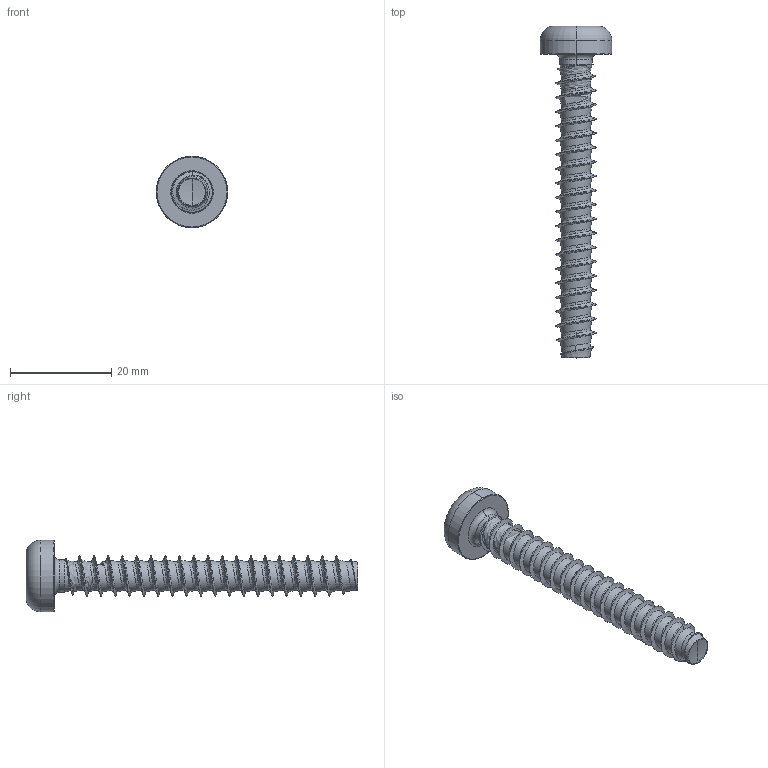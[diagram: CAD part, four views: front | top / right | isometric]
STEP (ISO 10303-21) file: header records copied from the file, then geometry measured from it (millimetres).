
FILE_DESCRIPTION (( 'STEP AP203' ), '1' );
FILE_NAME ('STP390800600.STEP', '2017-08-15T20:17:22', ( '' ), ( '' ), 'SwSTEP 2.0', 'SolidWorks 2015', '' );
FILE_SCHEMA (( 'CONFIG_CONTROL_DESIGN' ));
Products named in the file (1): STP390800600
Bounding box: 14.1 x 65.59 x 14.1 mm (x, y, z)
Volume: 2509.7 mm3; surface area: 2334.9 mm2
Topology: 1 solids, 1 shells, 122 faces, 313 edges, 193 vertices
Faces by surface type: cylinder 65, bspline 35, cone 10, torus 6, sphere 4, plane 2
Entity records: 37127 total; most frequent: CARTESIAN_POINT 34578, ORIENTED_EDGE 622, DIRECTION 377, EDGE_CURVE 311, VERTEX_POINT 193, AXIS2_PLACEMENT_3D 149, B_SPLINE_CURVE_WITH_KNOTS 130, EDGE_LOOP 124
